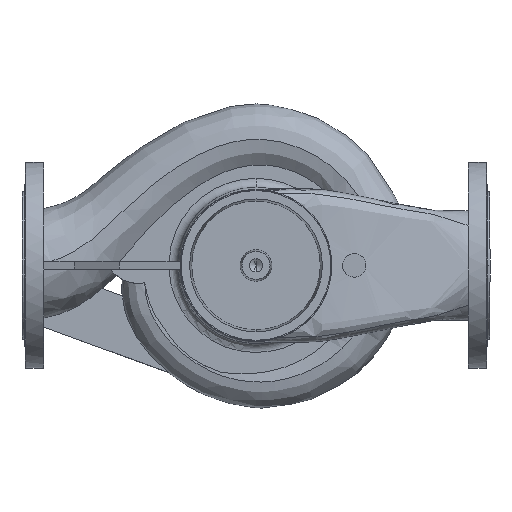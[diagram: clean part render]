
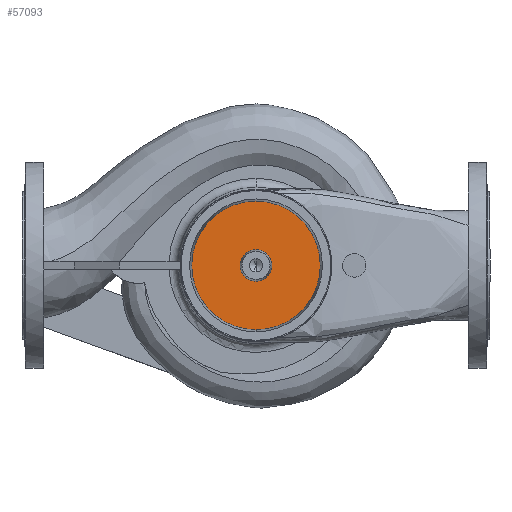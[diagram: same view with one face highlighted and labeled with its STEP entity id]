
A CAD part, front view. The second image highlights one B-rep face of the part: STEP entity #57093.
In plain terms, the highlighted planar face has unit normal (0, -1, 0).
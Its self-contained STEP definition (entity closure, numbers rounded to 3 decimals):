
#8425 = DIRECTION ( 'NONE',  ( -1., 0., 0. ) ) ;
#9896 = CARTESIAN_POINT ( 'NONE',  ( 0., -128.5, 0. ) ) ;
#11299 = FACE_OUTER_BOUND ( 'NONE', #43469, .T. ) ;
#12137 = VERTEX_POINT ( 'NONE', #83206 ) ;
#16939 = CARTESIAN_POINT ( 'NONE',  ( 0., -128.5, 0. ) ) ;
#17758 = ORIENTED_EDGE ( 'NONE', *, *, #56875, .F. ) ;
#37973 = EDGE_CURVE ( 'NONE', #12137, #43625, #148157, .T. ) ;
#39833 = VERTEX_POINT ( 'NONE', #60591 ) ;
#41413 = ORIENTED_EDGE ( 'NONE', *, *, #55965, .T. ) ;
#43469 = EDGE_LOOP ( 'NONE', ( #41413, #141536 ) ) ;
#43625 = VERTEX_POINT ( 'NONE', #109981 ) ;
#46453 = DIRECTION ( 'NONE',  ( 0., -1., 0. ) ) ;
#51284 = AXIS2_PLACEMENT_3D ( 'NONE', #120612, #145694, #57546 ) ;
#53383 = DIRECTION ( 'NONE',  ( 0., -1., 0. ) ) ;
#54324 = EDGE_LOOP ( 'NONE', ( #17758, #67576 ) ) ;
#55965 = EDGE_CURVE ( 'NONE', #43625, #12137, #82376, .T. ) ;
#56875 = EDGE_CURVE ( 'NONE', #132262, #39833, #123618, .T. ) ;
#57093 = ADVANCED_FACE ( 'NONE', ( #11299, #135130 ), #97898, .T. ) ;
#57546 = DIRECTION ( 'NONE',  ( -1., 0., 0. ) ) ;
#57737 = DIRECTION ( 'NONE',  ( 0., -1., 0. ) ) ;
#60591 = CARTESIAN_POINT ( 'NONE',  ( 0., -128.5, -16.881 ) ) ;
#62279 = DIRECTION ( 'NONE',  ( 0., 0., -1. ) ) ;
#64229 = AXIS2_PLACEMENT_3D ( 'NONE', #9896, #57737, #158037 ) ;
#66324 = DIRECTION ( 'NONE',  ( -1., 0., 0. ) ) ;
#67576 = ORIENTED_EDGE ( 'NONE', *, *, #121877, .F. ) ;
#82376 = CIRCLE ( 'NONE', #64229, 68.74 ) ;
#83206 = CARTESIAN_POINT ( 'NONE',  ( 0., -128.5, 68.74 ) ) ;
#87337 = DIRECTION ( 'NONE',  ( 0., -1., 0. ) ) ;
#97845 = AXIS2_PLACEMENT_3D ( 'NONE', #147263, #87337, #62279 ) ;
#97898 = PLANE ( 'NONE',  #97845 ) ;
#106231 = AXIS2_PLACEMENT_3D ( 'NONE', #120124, #46453, #8425 ) ;
#109981 = CARTESIAN_POINT ( 'NONE',  ( 0., -128.5, -68.74 ) ) ;
#111679 = CARTESIAN_POINT ( 'NONE',  ( 0., -128.5, 16.881 ) ) ;
#120124 = CARTESIAN_POINT ( 'NONE',  ( 0., -128.5, 0. ) ) ;
#120612 = CARTESIAN_POINT ( 'NONE',  ( 0., -128.5, 0. ) ) ;
#121877 = EDGE_CURVE ( 'NONE', #39833, #132262, #142343, .T. ) ;
#122309 = AXIS2_PLACEMENT_3D ( 'NONE', #16939, #53383, #66324 ) ;
#123618 = CIRCLE ( 'NONE', #51284, 16.881 ) ;
#132262 = VERTEX_POINT ( 'NONE', #111679 ) ;
#135130 = FACE_BOUND ( 'NONE', #54324, .T. ) ;
#141536 = ORIENTED_EDGE ( 'NONE', *, *, #37973, .T. ) ;
#142343 = CIRCLE ( 'NONE', #106231, 16.881 ) ;
#145694 = DIRECTION ( 'NONE',  ( 0., -1., 0. ) ) ;
#147263 = CARTESIAN_POINT ( 'NONE',  ( -137.481, -128.5, 137.481 ) ) ;
#148157 = CIRCLE ( 'NONE', #122309, 68.74 ) ;
#158037 = DIRECTION ( 'NONE',  ( -1., 0., 0. ) ) ;
